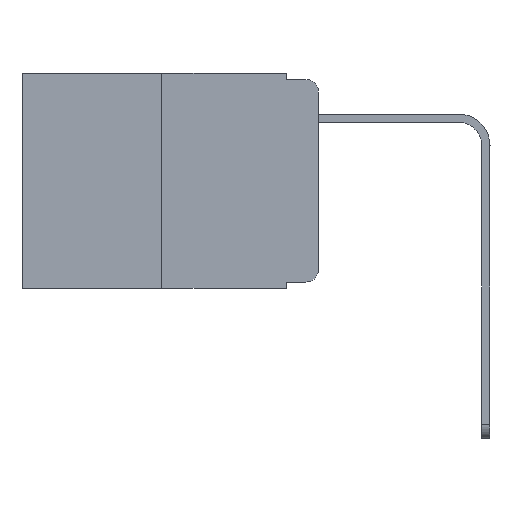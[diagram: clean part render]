
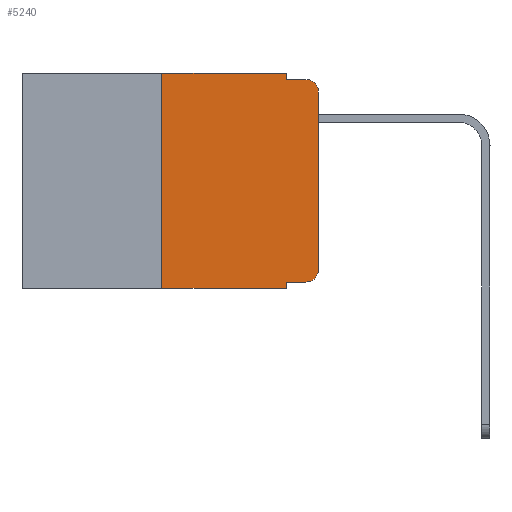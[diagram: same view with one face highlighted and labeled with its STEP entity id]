
A CAD part, left-side view. The second image highlights one B-rep face of the part: STEP entity #5240.
In plain terms, the highlighted planar face has unit normal (-1, 0, 0).
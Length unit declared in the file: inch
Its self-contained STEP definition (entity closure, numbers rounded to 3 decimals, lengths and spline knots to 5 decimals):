
#484 = DIRECTION ( 'NONE',  ( 0., 0., -1. ) ) ;
#793 = EDGE_CURVE ( 'NONE', #3530, #10130, #16672, .T. ) ;
#933 = AXIS2_PLACEMENT_3D ( 'NONE', #15612, #17114, #7043 ) ;
#1007 = LINE ( 'NONE', #17578, #17304 ) ;
#1119 = VERTEX_POINT ( 'NONE', #2383 ) ;
#1893 = DIRECTION ( 'NONE',  ( 0., 0., -1. ) ) ;
#2091 = CARTESIAN_POINT ( 'NONE',  ( 0., 0.02, -0.01 ) ) ;
#2330 = ORIENTED_EDGE ( 'NONE', *, *, #793, .T. ) ;
#2383 = CARTESIAN_POINT ( 'NONE',  ( 0., 0.051, 0. ) ) ;
#2574 = EDGE_CURVE ( 'NONE', #10249, #3530, #8275, .T. ) ;
#2765 = VECTOR ( 'NONE', #8785, 39.37008 ) ;
#2817 = LINE ( 'NONE', #6372, #14239 ) ;
#3144 = CARTESIAN_POINT ( 'NONE',  ( 0., 0.473, 0. ) ) ;
#3313 = CARTESIAN_POINT ( 'NONE',  ( 0., 0., -0.03 ) ) ;
#3368 = CARTESIAN_POINT ( 'NONE',  ( 0., 0.051, -0.333 ) ) ;
#3530 = VERTEX_POINT ( 'NONE', #15211 ) ;
#3881 = EDGE_CURVE ( 'NONE', #11472, #17002, #13353, .T. ) ;
#4627 = VECTOR ( 'NONE', #8995, 39.37008 ) ;
#4798 = DIRECTION ( 'NONE',  ( 0., -1., 0. ) ) ;
#5240 = ADVANCED_FACE ( 'NONE', ( #7958 ), #13399, .F. ) ;
#5905 = LINE ( 'NONE', #17353, #2765 ) ;
#5989 = EDGE_LOOP ( 'NONE', ( #2330, #13435, #16314, #16531, #11125, #6885, #12452, #15850, #10469, #9825 ) ) ;
#6160 = CARTESIAN_POINT ( 'NONE',  ( 0., 0.051, -0.01 ) ) ;
#6314 = EDGE_CURVE ( 'NONE', #13185, #10449, #5905, .T. ) ;
#6372 = CARTESIAN_POINT ( 'NONE',  ( 0., 0.051, 0. ) ) ;
#6440 = CARTESIAN_POINT ( 'NONE',  ( 0., 0.473, 0. ) ) ;
#6671 = CARTESIAN_POINT ( 'NONE',  ( 0., 0.25, -0.343 ) ) ;
#6885 = ORIENTED_EDGE ( 'NONE', *, *, #16709, .F. ) ;
#7043 = DIRECTION ( 'NONE',  ( 0., 0., -1. ) ) ;
#7528 = EDGE_CURVE ( 'NONE', #11387, #1119, #7628, .T. ) ;
#7628 = LINE ( 'NONE', #6440, #17062 ) ;
#7685 = VECTOR ( 'NONE', #14306, 39.37008 ) ;
#7958 = FACE_OUTER_BOUND ( 'NONE', #5989, .T. ) ;
#8275 = CIRCLE ( 'NONE', #14590, 0.02 ) ;
#8431 = LINE ( 'NONE', #16732, #4627 ) ;
#8785 = DIRECTION ( 'NONE',  ( 0., -1., 0. ) ) ;
#8842 = VECTOR ( 'NONE', #16863, 39.37008 ) ;
#8995 = DIRECTION ( 'NONE',  ( 0., 0., -1. ) ) ;
#9278 = DIRECTION ( 'NONE',  ( 0., -1., 0. ) ) ;
#9585 = VECTOR ( 'NONE', #4798, 39.37008 ) ;
#9825 = ORIENTED_EDGE ( 'NONE', *, *, #2574, .T. ) ;
#9887 = CIRCLE ( 'NONE', #933, 0.02 ) ;
#9901 = CARTESIAN_POINT ( 'NONE',  ( 0., 0.02, -0.313 ) ) ;
#10130 = VERTEX_POINT ( 'NONE', #3313 ) ;
#10143 = EDGE_CURVE ( 'NONE', #10216, #10249, #1007, .T. ) ;
#10216 = VERTEX_POINT ( 'NONE', #3368 ) ;
#10249 = VERTEX_POINT ( 'NONE', #10510 ) ;
#10449 = VERTEX_POINT ( 'NONE', #18303 ) ;
#10469 = ORIENTED_EDGE ( 'NONE', *, *, #10143, .T. ) ;
#10510 = CARTESIAN_POINT ( 'NONE',  ( 0., 0.02, -0.333 ) ) ;
#11068 = AXIS2_PLACEMENT_3D ( 'NONE', #3144, #17535, #1893 ) ;
#11125 = ORIENTED_EDGE ( 'NONE', *, *, #7528, .F. ) ;
#11387 = VERTEX_POINT ( 'NONE', #11423 ) ;
#11423 = CARTESIAN_POINT ( 'NONE',  ( 0., 0.25, 0. ) ) ;
#11472 = VERTEX_POINT ( 'NONE', #14315 ) ;
#11667 = DIRECTION ( 'NONE',  ( -1., 0., 0. ) ) ;
#12381 = EDGE_CURVE ( 'NONE', #10130, #17002, #9887, .T. ) ;
#12452 = ORIENTED_EDGE ( 'NONE', *, *, #6314, .T. ) ;
#13185 = VERTEX_POINT ( 'NONE', #6671 ) ;
#13353 = LINE ( 'NONE', #6160, #9585 ) ;
#13399 = PLANE ( 'NONE',  #11068 ) ;
#13435 = ORIENTED_EDGE ( 'NONE', *, *, #12381, .T. ) ;
#14040 = CARTESIAN_POINT ( 'NONE',  ( 0., 0., 0. ) ) ;
#14128 = CARTESIAN_POINT ( 'NONE',  ( 0., 0.25, 0. ) ) ;
#14239 = VECTOR ( 'NONE', #484, 39.37008 ) ;
#14306 = DIRECTION ( 'NONE',  ( 0., 0., 1. ) ) ;
#14315 = CARTESIAN_POINT ( 'NONE',  ( 0., 0.051, -0.01 ) ) ;
#14590 = AXIS2_PLACEMENT_3D ( 'NONE', #9901, #11667, #15820 ) ;
#15110 = LINE ( 'NONE', #14128, #7685 ) ;
#15211 = CARTESIAN_POINT ( 'NONE',  ( 0., 0., -0.313 ) ) ;
#15612 = CARTESIAN_POINT ( 'NONE',  ( 0., 0.02, -0.03 ) ) ;
#15757 = EDGE_CURVE ( 'NONE', #10216, #10449, #2817, .T. ) ;
#15820 = DIRECTION ( 'NONE',  ( 0., 0., -1. ) ) ;
#15850 = ORIENTED_EDGE ( 'NONE', *, *, #15757, .F. ) ;
#15883 = EDGE_CURVE ( 'NONE', #1119, #11472, #8431, .T. ) ;
#16314 = ORIENTED_EDGE ( 'NONE', *, *, #3881, .F. ) ;
#16531 = ORIENTED_EDGE ( 'NONE', *, *, #15883, .F. ) ;
#16672 = LINE ( 'NONE', #14040, #8842 ) ;
#16709 = EDGE_CURVE ( 'NONE', #13185, #11387, #15110, .T. ) ;
#16732 = CARTESIAN_POINT ( 'NONE',  ( 0., 0.051, 0. ) ) ;
#16863 = DIRECTION ( 'NONE',  ( 0., 0., 1. ) ) ;
#17002 = VERTEX_POINT ( 'NONE', #2091 ) ;
#17062 = VECTOR ( 'NONE', #9278, 39.37008 ) ;
#17114 = DIRECTION ( 'NONE',  ( -1., 0., 0. ) ) ;
#17304 = VECTOR ( 'NONE', #17935, 39.37008 ) ;
#17353 = CARTESIAN_POINT ( 'NONE',  ( 0., 0.473, -0.343 ) ) ;
#17535 = DIRECTION ( 'NONE',  ( 1., 0., 0. ) ) ;
#17578 = CARTESIAN_POINT ( 'NONE',  ( 0., 0.051, -0.333 ) ) ;
#17935 = DIRECTION ( 'NONE',  ( 0., -1., 0. ) ) ;
#18303 = CARTESIAN_POINT ( 'NONE',  ( 0., 0.051, -0.343 ) ) ;
